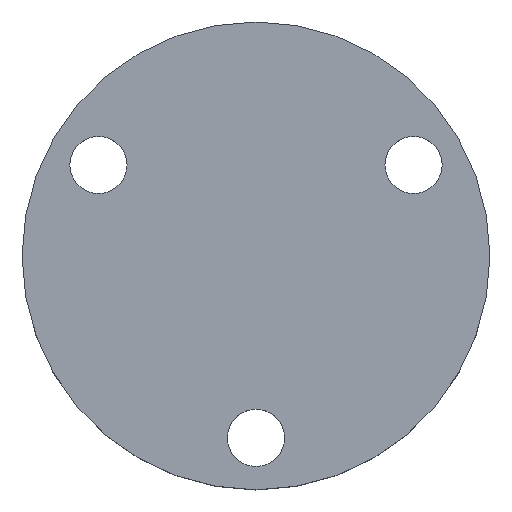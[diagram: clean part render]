
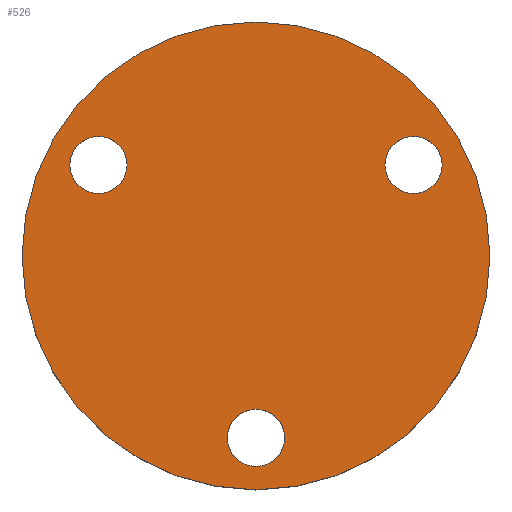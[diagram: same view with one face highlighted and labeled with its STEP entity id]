
A CAD part, top view. The second image highlights one B-rep face of the part: STEP entity #526.
In plain terms, the highlighted planar face has unit normal (0, 0, 1).
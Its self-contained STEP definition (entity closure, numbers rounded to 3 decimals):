
#70=CARTESIAN_POINT('Vertex',(-9.,0.,0.)) ;
#73=CARTESIAN_POINT('Axis2P3D Location',(0.,0.,0.)) ;
#77=CARTESIAN_POINT('Vertex',(9.,0.,0.)) ;
#97=CARTESIAN_POINT('Axis2P3D Location',(0.,0.,0.)) ;
#236=CARTESIAN_POINT('Vertex',(-7.162,3.5,0.)) ;
#239=CARTESIAN_POINT('Axis2P3D Location',(-6.062,3.5,0.)) ;
#243=CARTESIAN_POINT('Vertex',(-4.962,3.5,0.)) ;
#258=CARTESIAN_POINT('Axis2P3D Location',(-6.062,3.5,0.)) ;
#279=CARTESIAN_POINT('Vertex',(-1.1,-7.,0.)) ;
#282=CARTESIAN_POINT('Axis2P3D Location',(0.,-7.,0.)) ;
#286=CARTESIAN_POINT('Vertex',(1.1,-7.,0.)) ;
#301=CARTESIAN_POINT('Axis2P3D Location',(0.,-7.,0.)) ;
#322=CARTESIAN_POINT('Vertex',(4.962,3.5,0.)) ;
#325=CARTESIAN_POINT('Axis2P3D Location',(6.062,3.5,0.)) ;
#329=CARTESIAN_POINT('Vertex',(7.162,3.5,0.)) ;
#344=CARTESIAN_POINT('Axis2P3D Location',(6.062,3.5,0.)) ;
#505=CARTESIAN_POINT('Axis2P3D Location',(0.,0.,0.)) ;
#74=DIRECTION('Axis2P3D Direction',(0.,0.,1.)) ;
#98=DIRECTION('Axis2P3D Direction',(0.,0.,1.)) ;
#240=DIRECTION('Axis2P3D Direction',(0.,0.,1.)) ;
#259=DIRECTION('Axis2P3D Direction',(0.,0.,1.)) ;
#283=DIRECTION('Axis2P3D Direction',(0.,0.,1.)) ;
#302=DIRECTION('Axis2P3D Direction',(0.,0.,1.)) ;
#326=DIRECTION('Axis2P3D Direction',(0.,0.,1.)) ;
#345=DIRECTION('Axis2P3D Direction',(0.,0.,1.)) ;
#506=DIRECTION('Axis2P3D Direction',(0.,0.,1.)) ;
#507=DIRECTION('Axis2P3D XDirection',(1.,0.,0.)) ;
#75=AXIS2_PLACEMENT_3D('Circle Axis2P3D',#73,#74,$) ;
#99=AXIS2_PLACEMENT_3D('Circle Axis2P3D',#97,#98,$) ;
#241=AXIS2_PLACEMENT_3D('Circle Axis2P3D',#239,#240,$) ;
#260=AXIS2_PLACEMENT_3D('Circle Axis2P3D',#258,#259,$) ;
#284=AXIS2_PLACEMENT_3D('Circle Axis2P3D',#282,#283,$) ;
#303=AXIS2_PLACEMENT_3D('Circle Axis2P3D',#301,#302,$) ;
#327=AXIS2_PLACEMENT_3D('Circle Axis2P3D',#325,#326,$) ;
#346=AXIS2_PLACEMENT_3D('Circle Axis2P3D',#344,#345,$) ;
#508=AXIS2_PLACEMENT_3D('Plane Axis2P3D',#505,#506,#507) ;
#511=ORIENTED_EDGE('',*,*,#79,.T.) ;
#512=ORIENTED_EDGE('',*,*,#101,.T.) ;
#515=ORIENTED_EDGE('',*,*,#348,.F.) ;
#516=ORIENTED_EDGE('',*,*,#331,.F.) ;
#519=ORIENTED_EDGE('',*,*,#305,.F.) ;
#520=ORIENTED_EDGE('',*,*,#288,.F.) ;
#523=ORIENTED_EDGE('',*,*,#262,.F.) ;
#524=ORIENTED_EDGE('',*,*,#245,.F.) ;
#517=FACE_BOUND('',#514,.T.) ;
#521=FACE_BOUND('',#518,.T.) ;
#525=FACE_BOUND('',#522,.T.) ;
#526=ADVANCED_FACE('Corps principal',(#513,#517,#521,#525),#509,.T.) ;
#76=CIRCLE('generated circle',#75,9.) ;
#100=CIRCLE('generated circle',#99,9.) ;
#242=CIRCLE('generated circle',#241,1.1) ;
#261=CIRCLE('generated circle',#260,1.1) ;
#285=CIRCLE('generated circle',#284,1.1) ;
#304=CIRCLE('generated circle',#303,1.1) ;
#328=CIRCLE('generated circle',#327,1.1) ;
#347=CIRCLE('generated circle',#346,1.1) ;
#79=EDGE_CURVE('',#78,#71,#76,.T.) ;
#101=EDGE_CURVE('',#71,#78,#100,.T.) ;
#245=EDGE_CURVE('',#237,#244,#242,.T.) ;
#262=EDGE_CURVE('',#244,#237,#261,.T.) ;
#288=EDGE_CURVE('',#280,#287,#285,.T.) ;
#305=EDGE_CURVE('',#287,#280,#304,.T.) ;
#331=EDGE_CURVE('',#323,#330,#328,.T.) ;
#348=EDGE_CURVE('',#330,#323,#347,.T.) ;
#510=EDGE_LOOP('',(#511,#512)) ;
#514=EDGE_LOOP('',(#515,#516)) ;
#518=EDGE_LOOP('',(#519,#520)) ;
#522=EDGE_LOOP('',(#523,#524)) ;
#513=FACE_OUTER_BOUND('',#510,.T.) ;
#509=PLANE('Plane',#508) ;
#71=VERTEX_POINT('',#70) ;
#78=VERTEX_POINT('',#77) ;
#237=VERTEX_POINT('',#236) ;
#244=VERTEX_POINT('',#243) ;
#280=VERTEX_POINT('',#279) ;
#287=VERTEX_POINT('',#286) ;
#323=VERTEX_POINT('',#322) ;
#330=VERTEX_POINT('',#329) ;
